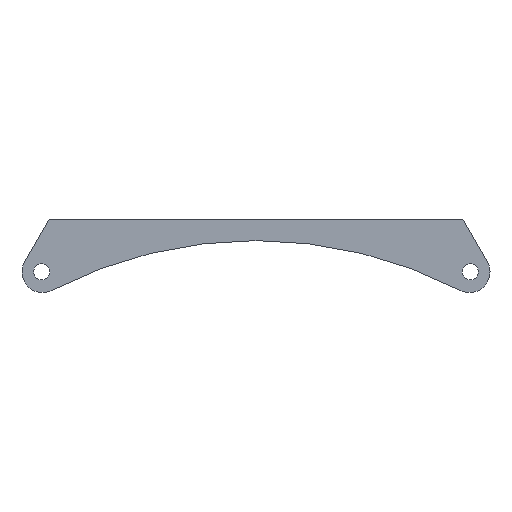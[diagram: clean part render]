
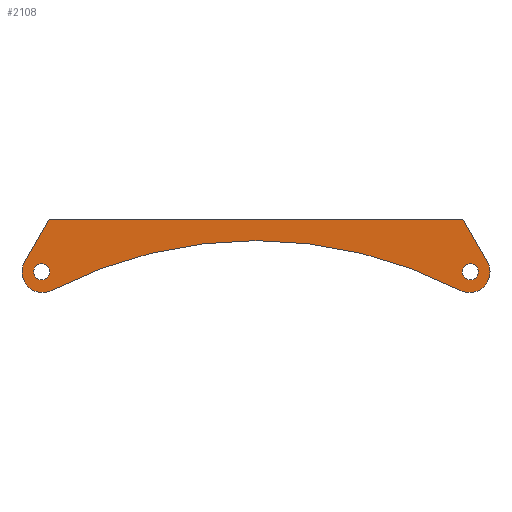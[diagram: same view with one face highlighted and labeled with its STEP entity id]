
A CAD part, left-side view. The second image highlights one B-rep face of the part: STEP entity #2108.
In plain terms, the highlighted planar face has unit normal (-1, 0, 0).
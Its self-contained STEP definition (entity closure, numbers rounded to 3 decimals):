
#25=FACE_BOUND('',#387,.T.);
#26=FACE_BOUND('',#388,.T.);
#136=CIRCLE('',#2310,13.);
#137=CIRCLE('',#2311,279.178);
#138=CIRCLE('',#2312,13.);
#139=CIRCLE('',#2313,5.05);
#140=CIRCLE('',#2314,5.05);
#272=FACE_OUTER_BOUND('',#386,.T.);
#386=EDGE_LOOP('',(#1905,#1906,#1907,#1908,#1909,#1910));
#387=EDGE_LOOP('',(#1911));
#388=EDGE_LOOP('',(#1912));
#515=LINE('',#3406,#715);
#586=LINE('',#3587,#786);
#589=LINE('',#3594,#789);
#715=VECTOR('',#2651,10.);
#786=VECTOR('',#2882,10.);
#789=VECTOR('',#2891,10.);
#966=VERTEX_POINT('',#3403);
#967=VERTEX_POINT('',#3405);
#997=VERTEX_POINT('',#3586);
#998=VERTEX_POINT('',#3593);
#1001=VERTEX_POINT('',#3605);
#1002=VERTEX_POINT('',#3607);
#1003=VERTEX_POINT('',#3610);
#1004=VERTEX_POINT('',#3612);
#1207=EDGE_CURVE('',#967,#966,#515,.T.);
#1299=EDGE_CURVE('',#997,#967,#586,.T.);
#1302=EDGE_CURVE('',#998,#997,#589,.T.);
#1308=EDGE_CURVE('',#966,#1001,#136,.T.);
#1309=EDGE_CURVE('',#1001,#1002,#137,.T.);
#1310=EDGE_CURVE('',#1002,#998,#138,.T.);
#1311=EDGE_CURVE('',#1003,#1003,#139,.T.);
#1312=EDGE_CURVE('',#1004,#1004,#140,.T.);
#1905=ORIENTED_EDGE('',*,*,#1308,.T.);
#1906=ORIENTED_EDGE('',*,*,#1309,.T.);
#1907=ORIENTED_EDGE('',*,*,#1310,.T.);
#1908=ORIENTED_EDGE('',*,*,#1302,.T.);
#1909=ORIENTED_EDGE('',*,*,#1299,.T.);
#1910=ORIENTED_EDGE('',*,*,#1207,.T.);
#1911=ORIENTED_EDGE('',*,*,#1311,.T.);
#1912=ORIENTED_EDGE('',*,*,#1312,.T.);
#2009=PLANE('',#2309);
#2108=ADVANCED_FACE('',(#272,#25,#26),#2009,.F.);
#2309=AXIS2_PLACEMENT_3D('',#3604,#2903,#2904);
#2310=AXIS2_PLACEMENT_3D('',#3606,#2905,#2906);
#2311=AXIS2_PLACEMENT_3D('',#3608,#2907,#2908);
#2312=AXIS2_PLACEMENT_3D('',#3609,#2909,#2910);
#2313=AXIS2_PLACEMENT_3D('',#3611,#2911,#2912);
#2314=AXIS2_PLACEMENT_3D('',#3613,#2913,#2914);
#2651=DIRECTION('',(0.,0.5,-0.866));
#2882=DIRECTION('',(0.,1.,0.));
#2891=DIRECTION('',(0.,0.5,0.866));
#2903=DIRECTION('center_axis',(1.,0.,0.));
#2904=DIRECTION('ref_axis',(0.,1.,0.));
#2905=DIRECTION('center_axis',(-1.,0.,0.));
#2906=DIRECTION('ref_axis',(0.,-0.46,-0.888));
#2907=DIRECTION('center_axis',(1.,0.,0.));
#2908=DIRECTION('ref_axis',(0.,0.46,0.888));
#2909=DIRECTION('center_axis',(-1.,0.,0.));
#2910=DIRECTION('ref_axis',(0.,-0.866,0.5));
#2911=DIRECTION('center_axis',(1.,0.,0.));
#2912=DIRECTION('ref_axis',(0.,1.,0.));
#2913=DIRECTION('center_axis',(1.,0.,0.));
#2914=DIRECTION('ref_axis',(0.,1.,0.));
#3403=CARTESIAN_POINT('',(-16.5,145.568,-1.5));
#3405=CARTESIAN_POINT('',(-16.5,130.269,25.));
#3406=CARTESIAN_POINT('',(-16.5,145.568,-1.5));
#3586=CARTESIAN_POINT('',(-16.5,-130.269,25.));
#3587=CARTESIAN_POINT('',(-16.5,-130.269,25.));
#3593=CARTESIAN_POINT('',(-16.5,-145.568,-1.5));
#3594=CARTESIAN_POINT('',(-16.5,-145.568,-1.5));
#3604=CARTESIAN_POINT('Origin',(-16.5,0.,2.));
#3605=CARTESIAN_POINT('',(-16.5,128.334,-19.545));
#3606=CARTESIAN_POINT('Origin',(-16.5,134.31,-8.));
#3607=CARTESIAN_POINT('',(-16.5,-128.334,-19.545));
#3608=CARTESIAN_POINT('Origin',(-16.5,0.,-267.478));
#3609=CARTESIAN_POINT('Origin',(-16.5,-134.31,-8.));
#3610=CARTESIAN_POINT('',(-16.5,129.95,-8.));
#3611=CARTESIAN_POINT('Origin',(-16.5,135.,-8.));
#3612=CARTESIAN_POINT('',(-16.5,-140.05,-8.));
#3613=CARTESIAN_POINT('Origin',(-16.5,-135.,-8.));
